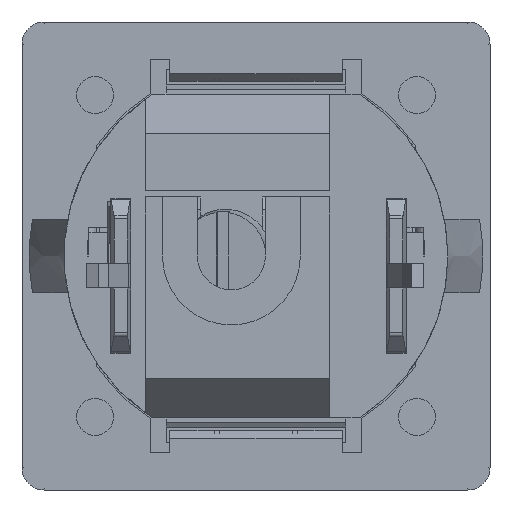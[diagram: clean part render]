
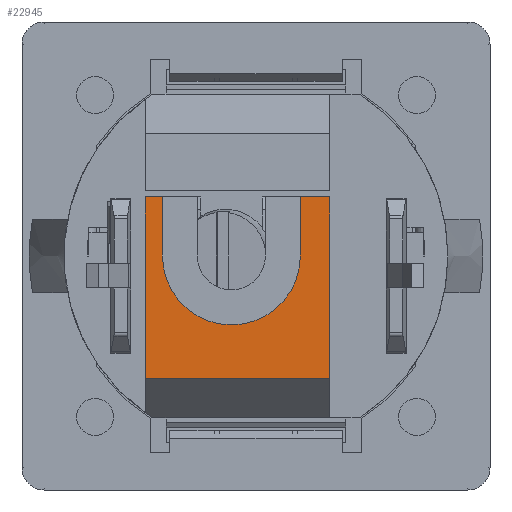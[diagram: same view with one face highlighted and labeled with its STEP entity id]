
A CAD part, front view. The second image highlights one B-rep face of the part: STEP entity #22945.
In plain terms, the highlighted planar face has unit normal (0, -1, 0).
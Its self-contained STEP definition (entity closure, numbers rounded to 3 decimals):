
#7335=DIRECTION('',(1.,0.,0.));
#7336=VECTOR('',#7335,0.7);
#7337=CARTESIAN_POINT('',(-4.5,-3.5,2.4));
#7338=LINE('',#7337,#7336);
#7347=DIRECTION('',(1.,0.,0.));
#7348=VECTOR('',#7347,1.2);
#7349=CARTESIAN_POINT('',(1.8,-3.5,2.4));
#7350=LINE('',#7349,#7348);
#7726=DIRECTION('',(0.,0.,-1.));
#7727=VECTOR('',#7726,2.4);
#7728=CARTESIAN_POINT('',(-3.8,-3.5,2.4));
#7729=LINE('',#7728,#7727);
#7730=CARTESIAN_POINT('',(-1.,-3.5,0.));
#7731=DIRECTION('',(0.,-1.,0.));
#7732=DIRECTION('',(-1.,0.,0.));
#7733=AXIS2_PLACEMENT_3D('',#7730,#7731,#7732);
#7735=DIRECTION('',(0.,0.,-1.));
#7736=VECTOR('',#7735,2.4);
#7737=CARTESIAN_POINT('',(1.8,-3.5,2.4));
#7738=LINE('',#7737,#7736);
#7739=DIRECTION('',(0.,0.,-1.));
#7740=VECTOR('',#7739,7.38);
#7741=CARTESIAN_POINT('',(3.,-3.5,2.4));
#7742=LINE('',#7741,#7740);
#7743=DIRECTION('',(-1.,0.,0.));
#7744=VECTOR('',#7743,7.5);
#7745=CARTESIAN_POINT('',(3.,-3.5,-4.98));
#7746=LINE('',#7745,#7744);
#7747=DIRECTION('',(0.,0.,1.));
#7748=VECTOR('',#7747,7.38);
#7749=CARTESIAN_POINT('',(-4.5,-3.5,-4.98));
#7750=LINE('',#7749,#7748);
#12613=CARTESIAN_POINT('',(3.,-3.5,-4.98));
#12614=CARTESIAN_POINT('',(-4.5,-3.5,-4.98));
#12615=VERTEX_POINT('',#12613);
#12616=VERTEX_POINT('',#12614);
#12779=CARTESIAN_POINT('',(-4.5,-3.5,2.4));
#12780=VERTEX_POINT('',#12779);
#12781=CARTESIAN_POINT('',(3.,-3.5,2.4));
#12782=VERTEX_POINT('',#12781);
#12783=CARTESIAN_POINT('',(-3.8,-3.5,2.4));
#12784=VERTEX_POINT('',#12783);
#12785=CARTESIAN_POINT('',(1.8,-3.5,2.4));
#12786=VERTEX_POINT('',#12785);
#12795=CARTESIAN_POINT('',(-3.8,-3.5,0.));
#12796=VERTEX_POINT('',#12795);
#12797=CARTESIAN_POINT('',(1.8,-3.5,0.));
#12798=VERTEX_POINT('',#12797);
#22928=CARTESIAN_POINT('',(0.,-3.5,0.));
#22929=DIRECTION('',(0.,-1.,0.));
#22930=DIRECTION('',(-1.,0.,0.));
#22931=AXIS2_PLACEMENT_3D('',#22928,#22929,#22930);
#22932=PLANE('',#22931);
#22933=ORIENTED_EDGE('',*,*,#22507,.T.);
#22935=ORIENTED_EDGE('',*,*,#22934,.T.);
#22937=ORIENTED_EDGE('',*,*,#22936,.T.);
#22938=ORIENTED_EDGE('',*,*,#22919,.F.);
#22939=ORIENTED_EDGE('',*,*,#22520,.T.);
#22940=ORIENTED_EDGE('',*,*,#22450,.T.);
#22941=ORIENTED_EDGE('',*,*,#22467,.T.);
#22942=ORIENTED_EDGE('',*,*,#22480,.T.);
#22943=EDGE_LOOP('',(#22933,#22935,#22937,#22938,#22939,#22940,#22941,#22942));
#22944=FACE_OUTER_BOUND('',#22943,.F.);
#7734=CIRCLE('',#7733,2.8);
#22450=EDGE_CURVE('',#12782,#12615,#7742,.T.);
#22467=EDGE_CURVE('',#12615,#12616,#7746,.T.);
#22480=EDGE_CURVE('',#12616,#12780,#7750,.T.);
#22507=EDGE_CURVE('',#12780,#12784,#7338,.T.);
#22520=EDGE_CURVE('',#12786,#12782,#7350,.T.);
#22919=EDGE_CURVE('',#12786,#12798,#7738,.T.);
#22934=EDGE_CURVE('',#12784,#12796,#7729,.T.);
#22936=EDGE_CURVE('',#12796,#12798,#7734,.T.);
#22945=ADVANCED_FACE('',(#22944),#22932,.T.);
